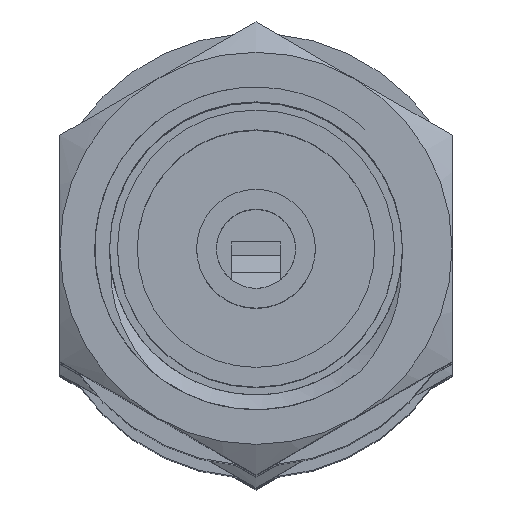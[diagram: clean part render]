
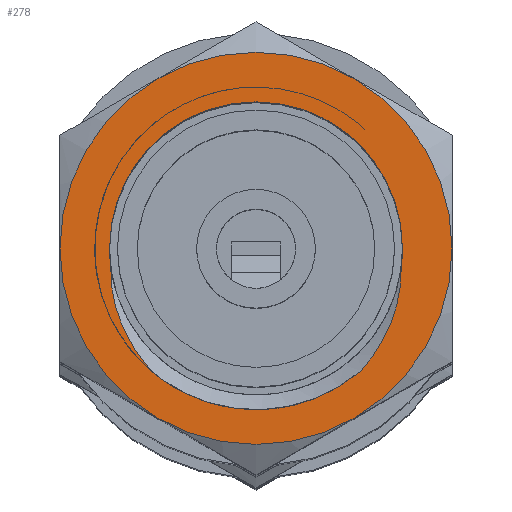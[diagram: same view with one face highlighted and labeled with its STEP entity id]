
A CAD part, top view. The second image highlights one B-rep face of the part: STEP entity #278.
In plain terms, the highlighted planar face has unit normal (0, 0, 1).
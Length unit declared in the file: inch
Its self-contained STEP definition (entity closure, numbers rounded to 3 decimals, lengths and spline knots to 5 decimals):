
#36 = DIRECTION ( 'NONE',  ( 0., 0., 1. ) ) ;
#59 = EDGE_CURVE ( 'NONE', #2610, #1128, #896, .T. ) ;
#128 = CARTESIAN_POINT ( 'NONE',  ( 0.05827, 0., 0.50984 ) ) ;
#148 = CARTESIAN_POINT ( 'NONE',  ( 0.02936, -0.05756, 0.50984 ) ) ;
#170 = CIRCLE ( 'NONE', #323, 0.05827 ) ;
#172 = CARTESIAN_POINT ( 'NONE',  ( 0., 0., 0.50984 ) ) ;
#203 = CARTESIAN_POINT ( 'NONE',  ( 0.039, -0.06755, 0.50984 ) ) ;
#217 = CARTESIAN_POINT ( 'NONE',  ( -0.04185, -0.04865, 0.50984 ) ) ;
#226 = CARTESIAN_POINT ( 'NONE',  ( 0.05093, -0.03652, 0.50984 ) ) ;
#278 = ADVANCED_FACE ( 'NONE', ( #2137, #460 ), #2919, .T. ) ;
#279 = ORIENTED_EDGE ( 'NONE', *, *, #59, .F. ) ;
#281 = DIRECTION ( 'NONE',  ( 1., 0., 0. ) ) ;
#323 = AXIS2_PLACEMENT_3D ( 'NONE', #1307, #3049, #1057 ) ;
#391 = ORIENTED_EDGE ( 'NONE', *, *, #3141, .T. ) ;
#421 = CARTESIAN_POINT ( 'NONE',  ( 0.039, 0.06755, 0.50984 ) ) ;
#426 = DIRECTION ( 'NONE',  ( 0., 0., 1. ) ) ;
#430 = CARTESIAN_POINT ( 'NONE',  ( 0.00755, -0.06417, 0.50984 ) ) ;
#448 = CARTESIAN_POINT ( 'NONE',  ( 0.03604, -0.05364, 0.50984 ) ) ;
#454 = AXIS2_PLACEMENT_3D ( 'NONE', #568, #36, #2029 ) ;
#460 = FACE_BOUND ( 'NONE', #2336, .T. ) ;
#485 = AXIS2_PLACEMENT_3D ( 'NONE', #2019, #635, #2612 ) ;
#512 = CARTESIAN_POINT ( 'NONE',  ( 0.04689, -0.043, 0.50984 ) ) ;
#524 = CARTESIAN_POINT ( 'NONE',  ( -0.0469, -0.043, 0.50984 ) ) ;
#547 = ORIENTED_EDGE ( 'NONE', *, *, #1743, .T. ) ;
#568 = CARTESIAN_POINT ( 'NONE',  ( 0., 0., 0.50984 ) ) ;
#620 = CARTESIAN_POINT ( 'NONE',  ( 0.078, 0., 0.50984 ) ) ;
#623 = AXIS2_PLACEMENT_3D ( 'NONE', #2370, #2084, #968 ) ;
#635 = DIRECTION ( 'NONE',  ( 0., 0., 1. ) ) ;
#651 = VERTEX_POINT ( 'NONE', #1510 ) ;
#694 = CIRCLE ( 'NONE', #623, 0.078 ) ;
#710 = DIRECTION ( 'NONE',  ( 1., 0., 0. ) ) ;
#712 = CARTESIAN_POINT ( 'NONE',  ( -0.01519, -0.0628, 0.50984 ) ) ;
#739 = DIRECTION ( 'NONE',  ( 1., 0., 0. ) ) ;
#740 = AXIS2_PLACEMENT_3D ( 'NONE', #172, #2994, #1849 ) ;
#764 = CIRCLE ( 'NONE', #485, 0.078 ) ;
#791 = EDGE_CURVE ( 'NONE', #1309, #996, #2094, .T. ) ;
#800 = DIRECTION ( 'NONE',  ( 0., 0., 1. ) ) ;
#851 = DIRECTION ( 'NONE',  ( 0., 0., 1. ) ) ;
#896 = CIRCLE ( 'NONE', #454, 0.05827 ) ;
#898 = B_SPLINE_CURVE_WITH_KNOTS ( 'NONE', 3,
 ( #217, #524, #3054, #3586, #1616, #3575 ),
 .UNSPECIFIED., .F., .F.,
 ( 4, 2, 4 ),
 ( 0., 0.00057, 0.00115 ),
 .UNSPECIFIED. ) ;
#904 = EDGE_CURVE ( 'NONE', #1128, #3073, #1506, .T. ) ;
#923 = B_SPLINE_CURVE_WITH_KNOTS ( 'NONE', 3,
 ( #3347, #1064, #1053, #226, #512, #3035 ),
 .UNSPECIFIED., .F., .F.,
 ( 4, 2, 4 ),
 ( 0., 0.00057, 0.00115 ),
 .UNSPECIFIED. ) ;
#932 = AXIS2_PLACEMENT_3D ( 'NONE', #3047, #2176, #1649 ) ;
#933 = ORIENTED_EDGE ( 'NONE', *, *, #1934, .T. ) ;
#968 = DIRECTION ( 'NONE',  ( 1., 0., 0. ) ) ;
#995 = CARTESIAN_POINT ( 'NONE',  ( 0., 0., 0.50984 ) ) ;
#996 = VERTEX_POINT ( 'NONE', #203 ) ;
#1053 = CARTESIAN_POINT ( 'NONE',  ( 0.05649, -0.02263, 0.50984 ) ) ;
#1057 = DIRECTION ( 'NONE',  ( 1., 0., 0. ) ) ;
#1064 = CARTESIAN_POINT ( 'NONE',  ( 0.05791, -0.01508, 0.50984 ) ) ;
#1128 = VERTEX_POINT ( 'NONE', #1312 ) ;
#1174 = ORIENTED_EDGE ( 'NONE', *, *, #3205, .T. ) ;
#1275 = CARTESIAN_POINT ( 'NONE',  ( -0.078, 0., 0.50984 ) ) ;
#1307 = CARTESIAN_POINT ( 'NONE',  ( 0., 0., 0.50984 ) ) ;
#1309 = VERTEX_POINT ( 'NONE', #2703 ) ;
#1312 = CARTESIAN_POINT ( 'NONE',  ( -0.05827, 0., 0.50984 ) ) ;
#1331 = AXIS2_PLACEMENT_3D ( 'NONE', #1954, #851, #281 ) ;
#1400 = CARTESIAN_POINT ( 'NONE',  ( 0.04185, -0.04865, 0.50984 ) ) ;
#1456 = AXIS2_PLACEMENT_3D ( 'NONE', #3273, #2416, #710 ) ;
#1506 = CIRCLE ( 'NONE', #2836, 0.05827 ) ;
#1510 = CARTESIAN_POINT ( 'NONE',  ( -0.039, 0.06755, 0.50984 ) ) ;
#1616 = CARTESIAN_POINT ( 'NONE',  ( -0.05791, -0.01508, 0.50984 ) ) ;
#1622 = CIRCLE ( 'NONE', #1331, 0.078 ) ;
#1649 = DIRECTION ( 'NONE',  ( 1., 0., 0. ) ) ;
#1664 = ORIENTED_EDGE ( 'NONE', *, *, #904, .F. ) ;
#1680 = ORIENTED_EDGE ( 'NONE', *, *, #1850, .F. ) ;
#1743 = EDGE_CURVE ( 'NONE', #2882, #2387, #2835, .T. ) ;
#1849 = DIRECTION ( 'NONE',  ( 1., 0., 0. ) ) ;
#1850 = EDGE_CURVE ( 'NONE', #2647, #2610, #170, .T. ) ;
#1934 = EDGE_CURVE ( 'NONE', #3563, #1309, #3203, .T. ) ;
#1954 = CARTESIAN_POINT ( 'NONE',  ( 0., 0., 0.50984 ) ) ;
#1958 = DIRECTION ( 'NONE',  ( 1., 0., 0. ) ) ;
#2019 = CARTESIAN_POINT ( 'NONE',  ( 0., 0., 0.50984 ) ) ;
#2029 = DIRECTION ( 'NONE',  ( 1., 0., 0. ) ) ;
#2084 = DIRECTION ( 'NONE',  ( 0., 0., 1. ) ) ;
#2094 = CIRCLE ( 'NONE', #740, 0.078 ) ;
#2137 = FACE_OUTER_BOUND ( 'NONE', #2306, .T. ) ;
#2168 = CARTESIAN_POINT ( 'NONE',  ( -0.03604, -0.05364, 0.50984 ) ) ;
#2176 = DIRECTION ( 'NONE',  ( 0., 0., 1. ) ) ;
#2306 = EDGE_LOOP ( 'NONE', ( #2466, #3067, #2567, #3093, #933, #2411 ) ) ;
#2336 = EDGE_LOOP ( 'NONE', ( #1680, #1174, #547, #391, #1664, #279 ) ) ;
#2370 = CARTESIAN_POINT ( 'NONE',  ( 0., 0., 0.50984 ) ) ;
#2387 = VERTEX_POINT ( 'NONE', #3408 ) ;
#2401 = EDGE_CURVE ( 'NONE', #996, #2497, #764, .T. ) ;
#2411 = ORIENTED_EDGE ( 'NONE', *, *, #791, .T. ) ;
#2416 = DIRECTION ( 'NONE',  ( 0., 0., 1. ) ) ;
#2430 = CARTESIAN_POINT ( 'NONE',  ( 0.0152, -0.0628, 0.50984 ) ) ;
#2466 = ORIENTED_EDGE ( 'NONE', *, *, #2401, .T. ) ;
#2497 = VERTEX_POINT ( 'NONE', #620 ) ;
#2509 = CARTESIAN_POINT ( 'NONE',  ( 0., 0., 0.50984 ) ) ;
#2522 = CIRCLE ( 'NONE', #932, 0.078 ) ;
#2567 = ORIENTED_EDGE ( 'NONE', *, *, #2570, .T. ) ;
#2570 = EDGE_CURVE ( 'NONE', #3571, #651, #694, .T. ) ;
#2592 = AXIS2_PLACEMENT_3D ( 'NONE', #2509, #800, #1958 ) ;
#2610 = VERTEX_POINT ( 'NONE', #128 ) ;
#2612 = DIRECTION ( 'NONE',  ( 1., 0., 0. ) ) ;
#2647 = VERTEX_POINT ( 'NONE', #3253 ) ;
#2667 = CARTESIAN_POINT ( 'NONE',  ( 0.04185, -0.04865, 0.50984 ) ) ;
#2703 = CARTESIAN_POINT ( 'NONE',  ( -0.039, -0.06755, 0.50984 ) ) ;
#2711 = CARTESIAN_POINT ( 'NONE',  ( -0.00755, -0.06417, 0.50984 ) ) ;
#2741 = CARTESIAN_POINT ( 'NONE',  ( -0.04185, -0.04865, 0.50984 ) ) ;
#2835 = B_SPLINE_CURVE_WITH_KNOTS ( 'NONE', 3,
 ( #2667, #448, #148, #2430, #430, #2711, #712, #3275, #2168, #2741 ),
 .UNSPECIFIED., .F., .F.,
 ( 4, 2, 2, 2, 4 ),
 ( 0., 0.00058, 0.00116, 0.00174, 0.00232 ),
 .UNSPECIFIED. ) ;
#2836 = AXIS2_PLACEMENT_3D ( 'NONE', #995, #426, #739 ) ;
#2882 = VERTEX_POINT ( 'NONE', #1400 ) ;
#2919 = PLANE ( 'NONE',  #1456 ) ;
#2947 = CARTESIAN_POINT ( 'NONE',  ( -0.05778, -0.00749, 0.50984 ) ) ;
#2994 = DIRECTION ( 'NONE',  ( 0., 0., 1. ) ) ;
#3035 = CARTESIAN_POINT ( 'NONE',  ( 0.04185, -0.04865, 0.50984 ) ) ;
#3047 = CARTESIAN_POINT ( 'NONE',  ( 0., 0., 0.50984 ) ) ;
#3049 = DIRECTION ( 'NONE',  ( 0., 0., 1. ) ) ;
#3054 = CARTESIAN_POINT ( 'NONE',  ( -0.05094, -0.0365, 0.50984 ) ) ;
#3067 = ORIENTED_EDGE ( 'NONE', *, *, #3130, .T. ) ;
#3073 = VERTEX_POINT ( 'NONE', #2947 ) ;
#3093 = ORIENTED_EDGE ( 'NONE', *, *, #3296, .T. ) ;
#3130 = EDGE_CURVE ( 'NONE', #2497, #3571, #2522, .T. ) ;
#3141 = EDGE_CURVE ( 'NONE', #2387, #3073, #898, .T. ) ;
#3203 = CIRCLE ( 'NONE', #2592, 0.078 ) ;
#3205 = EDGE_CURVE ( 'NONE', #2647, #2882, #923, .T. ) ;
#3253 = CARTESIAN_POINT ( 'NONE',  ( 0.05778, -0.00749, 0.50984 ) ) ;
#3273 = CARTESIAN_POINT ( 'NONE',  ( 0., 0., 0.50984 ) ) ;
#3275 = CARTESIAN_POINT ( 'NONE',  ( -0.02936, -0.05756, 0.50984 ) ) ;
#3296 = EDGE_CURVE ( 'NONE', #651, #3563, #1622, .T. ) ;
#3347 = CARTESIAN_POINT ( 'NONE',  ( 0.05778, -0.00749, 0.50984 ) ) ;
#3408 = CARTESIAN_POINT ( 'NONE',  ( -0.04185, -0.04865, 0.50984 ) ) ;
#3563 = VERTEX_POINT ( 'NONE', #1275 ) ;
#3571 = VERTEX_POINT ( 'NONE', #421 ) ;
#3575 = CARTESIAN_POINT ( 'NONE',  ( -0.05778, -0.00749, 0.50984 ) ) ;
#3586 = CARTESIAN_POINT ( 'NONE',  ( -0.0565, -0.02261, 0.50984 ) ) ;
